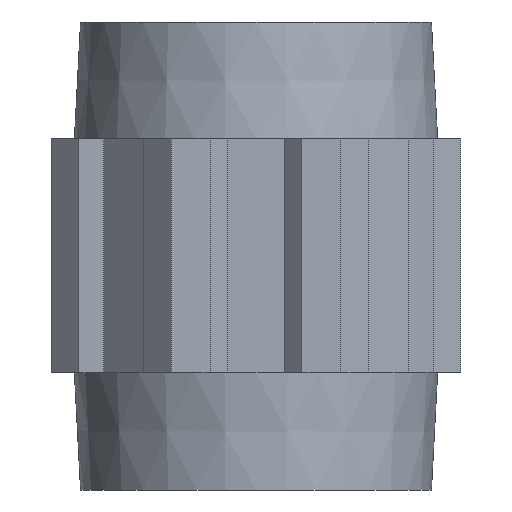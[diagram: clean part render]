
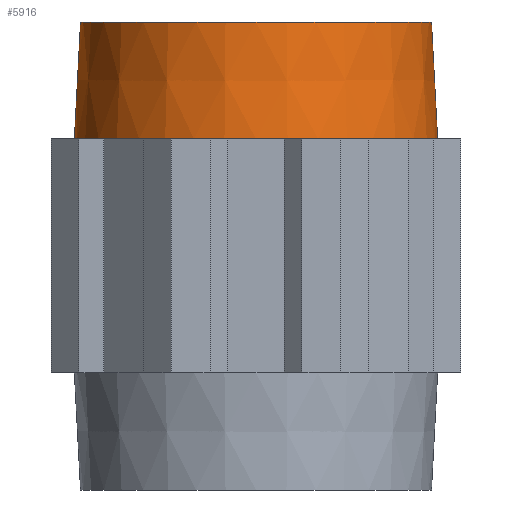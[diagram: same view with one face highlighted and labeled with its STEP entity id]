
A CAD part, front view. The second image highlights one B-rep face of the part: STEP entity #5916.
In plain terms, the highlighted conical face has half-angle 3 degrees and reference radius 15 mm.
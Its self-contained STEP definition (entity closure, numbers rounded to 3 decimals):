
#778=FACE_OUTER_BOUND('',#1115,.T.);
#1115=EDGE_LOOP('',(#5319,#5320,#5321,#5322));
#1707=LINE('',#11498,#2364);
#2364=VECTOR('',#7246,15.);
#2504=CIRCLE('',#6195,15.);
#2505=CIRCLE('',#6200,15.524);
#2989=VERTEX_POINT('',#11490);
#2990=VERTEX_POINT('',#11496);
#3791=EDGE_CURVE('',#2989,#2989,#2504,.T.);
#3792=EDGE_CURVE('',#2990,#2990,#2505,.T.);
#3793=EDGE_CURVE('',#2990,#2989,#1707,.T.);
#5319=ORIENTED_EDGE('',*,*,#3792,.F.);
#5320=ORIENTED_EDGE('',*,*,#3793,.T.);
#5321=ORIENTED_EDGE('',*,*,#3791,.F.);
#5322=ORIENTED_EDGE('',*,*,#3793,.F.);
#5652=CONICAL_SURFACE('',#6199,15.,0.052);
#5916=ADVANCED_FACE('',(#778),#5652,.T.);
#6195=AXIS2_PLACEMENT_3D('',#11491,#7234,#7235);
#6199=AXIS2_PLACEMENT_3D('',#11495,#7242,#7243);
#6200=AXIS2_PLACEMENT_3D('',#11497,#7244,#7245);
#7234=DIRECTION('center_axis',(0.,0.,1.));
#7235=DIRECTION('ref_axis',(1.,0.,0.));
#7242=DIRECTION('center_axis',(0.,0.,-1.));
#7243=DIRECTION('ref_axis',(1.,0.,0.));
#7244=DIRECTION('center_axis',(0.,0.,-1.));
#7245=DIRECTION('ref_axis',(1.,0.,0.));
#7246=DIRECTION('',(0.052,0.,0.999));
#11490=CARTESIAN_POINT('',(-15.,0.,40.));
#11491=CARTESIAN_POINT('Origin',(0.,0.,40.));
#11495=CARTESIAN_POINT('Origin',(0.,0.,40.));
#11496=CARTESIAN_POINT('',(-15.524,0.,30.));
#11497=CARTESIAN_POINT('Origin',(0.,0.,30.));
#11498=CARTESIAN_POINT('',(-15.,0.,40.));
